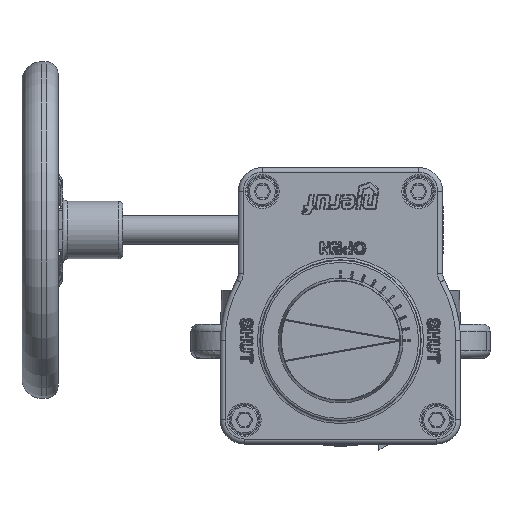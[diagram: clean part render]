
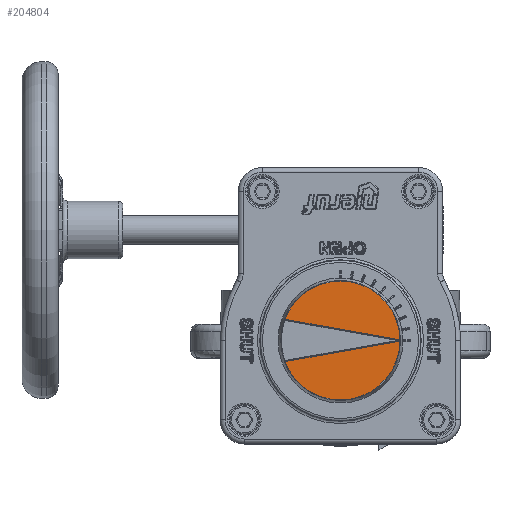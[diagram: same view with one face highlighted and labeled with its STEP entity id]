
A CAD part, top view. The second image highlights one B-rep face of the part: STEP entity #204804.
In plain terms, the highlighted planar face has unit normal (0, 0, 1).
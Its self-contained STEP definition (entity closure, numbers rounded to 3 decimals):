
#204736=CARTESIAN_POINT('',(-0.,0.,215.001));
#204737=DIRECTION('',(0.,0.,1.));
#204738=DIRECTION('',(0.,-1.,0.));
#204739=AXIS2_PLACEMENT_3D('',#204736,#204737,#204738);
#204740=PLANE('',#204739);
#204741=CARTESIAN_POINT('',(-23.13,-8.82,215.001));
#204742=VERTEX_POINT('',#204741);
#204743=CARTESIAN_POINT('',(-0.,-24.755,215.001));
#204744=VERTEX_POINT('',#204743);
#204745=CARTESIAN_POINT('',(-0.,0.,215.001));
#204746=DIRECTION('',(0.,0.,1.));
#204747=DIRECTION('',(0.,-1.,0.));
#204748=AXIS2_PLACEMENT_3D('',#204745,#204746,#204747);
#204749=CIRCLE('',#204748,24.755);
#204750=EDGE_CURVE('',#204742,#204744,#204749,.T.);
#204751=ORIENTED_EDGE('',*,*,#204750,.T.);
#204752=CARTESIAN_POINT('',(24.755,0.,215.001));
#204753=VERTEX_POINT('',#204752);
#204754=CARTESIAN_POINT('',(-0.,0.,215.001));
#204755=DIRECTION('',(0.,0.,1.));
#204756=DIRECTION('',(0.,-1.,0.));
#204757=AXIS2_PLACEMENT_3D('',#204754,#204755,#204756);
#204758=CIRCLE('',#204757,24.755);
#204759=EDGE_CURVE('',#204744,#204753,#204758,.T.);
#204760=ORIENTED_EDGE('',*,*,#204759,.T.);
#204761=CARTESIAN_POINT('',(-0.,24.755,215.001));
#204762=VERTEX_POINT('',#204761);
#204763=CARTESIAN_POINT('',(-0.,0.,215.001));
#204764=DIRECTION('',(0.,0.,1.));
#204765=DIRECTION('',(0.,-1.,0.));
#204766=AXIS2_PLACEMENT_3D('',#204763,#204764,#204765);
#204767=CIRCLE('',#204766,24.755);
#204768=EDGE_CURVE('',#204753,#204762,#204767,.T.);
#204769=ORIENTED_EDGE('',*,*,#204768,.T.);
#204770=CARTESIAN_POINT('',(-23.13,8.82,215.001));
#204771=VERTEX_POINT('',#204770);
#204772=CARTESIAN_POINT('',(-0.,0.,215.001));
#204773=DIRECTION('',(0.,0.,1.));
#204774=DIRECTION('',(0.,-1.,0.));
#204775=AXIS2_PLACEMENT_3D('',#204772,#204773,#204774);
#204776=CIRCLE('',#204775,24.755);
#204777=EDGE_CURVE('',#204762,#204771,#204776,.T.);
#204778=ORIENTED_EDGE('',*,*,#204777,.T.);
#204779=CARTESIAN_POINT('',(24.492,0.308,215.001));
#204780=VERTEX_POINT('',#204779);
#204781=CARTESIAN_POINT('',(-23.13,8.82,215.001));
#204782=DIRECTION('',(0.984,-0.176,0.));
#204783=VECTOR('',#204782,48.377);
#204784=LINE('',#204781,#204783);
#204785=EDGE_CURVE('',#204771,#204780,#204784,.T.);
#204786=ORIENTED_EDGE('',*,*,#204785,.T.);
#204787=CARTESIAN_POINT('',(24.492,-0.308,215.001));
#204788=VERTEX_POINT('',#204787);
#204789=CARTESIAN_POINT('',(24.437,0.,215.001));
#204790=DIRECTION('',(-0.,-0.,-1.));
#204791=DIRECTION('',(0.,-1.,0.));
#204792=AXIS2_PLACEMENT_3D('',#204789,#204790,#204791);
#204793=CIRCLE('',#204792,0.313);
#204794=EDGE_CURVE('',#204780,#204788,#204793,.T.);
#204795=ORIENTED_EDGE('',*,*,#204794,.T.);
#204796=CARTESIAN_POINT('',(24.492,-0.308,215.001));
#204797=DIRECTION('',(-0.984,-0.176,0.));
#204798=VECTOR('',#204797,48.377);
#204799=LINE('',#204796,#204798);
#204800=EDGE_CURVE('',#204788,#204742,#204799,.T.);
#204801=ORIENTED_EDGE('',*,*,#204800,.T.);
#204802=EDGE_LOOP('',(#204751,#204760,#204769,#204778,#204786,#204795,#204801));
#204803=FACE_BOUND('',#204802,.T.);
#204804=ADVANCED_FACE('',(#204803),#204740,.T.);
